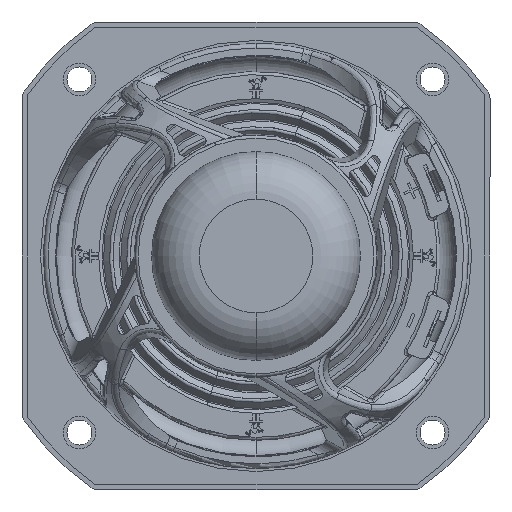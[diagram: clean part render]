
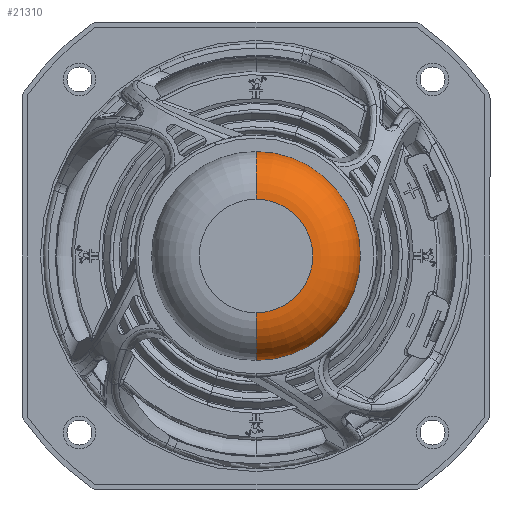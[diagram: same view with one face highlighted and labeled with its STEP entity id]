
A CAD part, front view. The second image highlights one B-rep face of the part: STEP entity #21310.
In plain terms, the highlighted toroidal (fillet/blend) face has major radius 9.56 mm and minor radius 8 mm.
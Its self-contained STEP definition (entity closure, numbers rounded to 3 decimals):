
#314 = EDGE_LOOP ( 'NONE', ( #27441, #1990, #14350, #24802 ) ) ;
#459 = CARTESIAN_POINT ( 'NONE',  ( 0., 10.2, 17.56 ) ) ;
#1111 = DIRECTION ( 'NONE',  ( -1., 0., 0. ) ) ;
#1491 = FACE_OUTER_BOUND ( 'NONE', #314, .T. ) ;
#1990 = ORIENTED_EDGE ( 'NONE', *, *, #11992, .T. ) ;
#3947 = CIRCLE ( 'NONE', #28472, 8. ) ;
#4705 = AXIS2_PLACEMENT_3D ( 'NONE', #31163, #1111, #14511 ) ;
#4843 = VERTEX_POINT ( 'NONE', #21504 ) ;
#8018 = DIRECTION ( 'NONE',  ( 1., 0., 0. ) ) ;
#8320 = AXIS2_PLACEMENT_3D ( 'NONE', #35074, #11809, #25195 ) ;
#9964 = VERTEX_POINT ( 'NONE', #459 ) ;
#10015 = DIRECTION ( 'NONE',  ( 0., 0., 1. ) ) ;
#11543 = DIRECTION ( 'NONE',  ( 0., 1., 0. ) ) ;
#11809 = DIRECTION ( 'NONE',  ( 0., 1., 0. ) ) ;
#11958 = CARTESIAN_POINT ( 'NONE',  ( 0., 2.2, 9.56 ) ) ;
#11992 = EDGE_CURVE ( 'NONE', #4843, #28873, #3947, .T. ) ;
#14112 = EDGE_CURVE ( 'NONE', #33808, #9964, #23600, .T. ) ;
#14350 = ORIENTED_EDGE ( 'NONE', *, *, #19482, .F. ) ;
#14511 = DIRECTION ( 'NONE',  ( 0., 0., 1. ) ) ;
#17195 = AXIS2_PLACEMENT_3D ( 'NONE', #41602, #11543, #24935 ) ;
#18243 = CIRCLE ( 'NONE', #23841, 9.56 ) ;
#19482 = EDGE_CURVE ( 'NONE', #9964, #28873, #27248, .T. ) ;
#21310 = ADVANCED_FACE ( 'NONE', ( #1491 ), #36091, .T. ) ;
#21394 = DIRECTION ( 'NONE',  ( 0., 0., -1. ) ) ;
#21504 = CARTESIAN_POINT ( 'NONE',  ( 0., 2.2, -9.56 ) ) ;
#23600 = CIRCLE ( 'NONE', #4705, 8. ) ;
#23841 = AXIS2_PLACEMENT_3D ( 'NONE', #26696, #40067, #10015 ) ;
#24802 = ORIENTED_EDGE ( 'NONE', *, *, #14112, .F. ) ;
#24935 = DIRECTION ( 'NONE',  ( 0., 0., 1. ) ) ;
#25195 = DIRECTION ( 'NONE',  ( 0., 0., 1. ) ) ;
#26696 = CARTESIAN_POINT ( 'NONE',  ( 0., 2.2, 0. ) ) ;
#27248 = CIRCLE ( 'NONE', #8320, 17.56 ) ;
#27441 = ORIENTED_EDGE ( 'NONE', *, *, #28702, .T. ) ;
#28472 = AXIS2_PLACEMENT_3D ( 'NONE', #38064, #8018, #21394 ) ;
#28702 = EDGE_CURVE ( 'NONE', #33808, #4843, #18243, .T. ) ;
#28873 = VERTEX_POINT ( 'NONE', #37642 ) ;
#31163 = CARTESIAN_POINT ( 'NONE',  ( 0., 10.2, 9.56 ) ) ;
#33808 = VERTEX_POINT ( 'NONE', #11958 ) ;
#35074 = CARTESIAN_POINT ( 'NONE',  ( 0., 10.2, 0. ) ) ;
#36091 = TOROIDAL_SURFACE ( 'NONE', #17195, 9.56, 8. ) ;
#37642 = CARTESIAN_POINT ( 'NONE',  ( 0., 10.2, -17.56 ) ) ;
#38064 = CARTESIAN_POINT ( 'NONE',  ( 0., 10.2, -9.56 ) ) ;
#40067 = DIRECTION ( 'NONE',  ( 0., 1., 0. ) ) ;
#41602 = CARTESIAN_POINT ( 'NONE',  ( 0., 10.2, 0. ) ) ;
